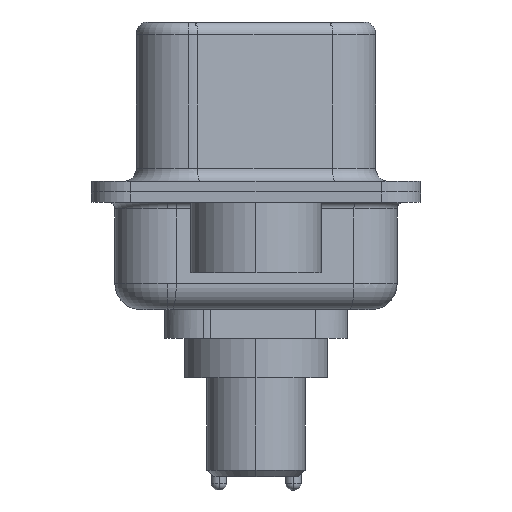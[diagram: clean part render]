
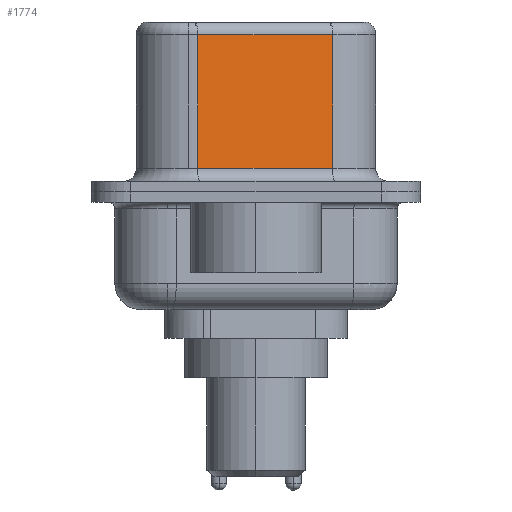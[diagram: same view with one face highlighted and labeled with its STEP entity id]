
A CAD part, left-side view. The second image highlights one B-rep face of the part: STEP entity #1774.
In plain terms, the highlighted planar face has unit normal (-0.985, -0.174, 0).
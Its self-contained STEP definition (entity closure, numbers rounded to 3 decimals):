
#647 = DIRECTION ( 'NONE',  ( 0., 0., -1. ) ) ;
#1774 = ADVANCED_FACE ( 'NONE', ( #9926 ), #18690, .F. ) ;
#1796 = VECTOR ( 'NONE', #21835, 1000. ) ;
#2380 = VECTOR ( 'NONE', #22570, 1000. ) ;
#2875 = CARTESIAN_POINT ( 'NONE',  ( 3.67, 2.233, 0.9 ) ) ;
#3185 = CARTESIAN_POINT ( 'NONE',  ( 4.58, -2.927, 6.02 ) ) ;
#5017 = EDGE_CURVE ( 'NONE', #7682, #10536, #12054, .T. ) ;
#5924 = ORIENTED_EDGE ( 'NONE', *, *, #15321, .T. ) ;
#7682 = VERTEX_POINT ( 'NONE', #12411 ) ;
#9476 = CARTESIAN_POINT ( 'NONE',  ( 4.58, -2.927, 0.9 ) ) ;
#9926 = FACE_OUTER_BOUND ( 'NONE', #17580, .T. ) ;
#10522 = CARTESIAN_POINT ( 'NONE',  ( 4.58, -2.927, 6.52 ) ) ;
#10536 = VERTEX_POINT ( 'NONE', #19736 ) ;
#10647 = VERTEX_POINT ( 'NONE', #20125 ) ;
#11491 = LINE ( 'NONE', #9476, #1796 ) ;
#11581 = CARTESIAN_POINT ( 'NONE',  ( 3.67, 2.233, 6.52 ) ) ;
#12054 = LINE ( 'NONE', #3185, #2380 ) ;
#12091 = VECTOR ( 'NONE', #647, 1000. ) ;
#12411 = CARTESIAN_POINT ( 'NONE',  ( 4.58, -2.927, 6.02 ) ) ;
#14924 = AXIS2_PLACEMENT_3D ( 'NONE', #10522, #15244, #15237 ) ;
#14975 = ORIENTED_EDGE ( 'NONE', *, *, #15868, .T. ) ;
#15236 = DIRECTION ( 'NONE',  ( 0., 0., -1. ) ) ;
#15237 = DIRECTION ( 'NONE',  ( -0.174, 0.985, 0. ) ) ;
#15244 = DIRECTION ( 'NONE',  ( 0.985, 0.174, 0. ) ) ;
#15321 = EDGE_CURVE ( 'NONE', #10536, #21952, #16287, .T. ) ;
#15868 = EDGE_CURVE ( 'NONE', #21952, #10647, #11491, .T. ) ;
#16012 = EDGE_CURVE ( 'NONE', #7682, #10647, #20385, .T. ) ;
#16287 = LINE ( 'NONE', #11581, #12091 ) ;
#16667 = ORIENTED_EDGE ( 'NONE', *, *, #5017, .T. ) ;
#17216 = ORIENTED_EDGE ( 'NONE', *, *, #16012, .F. ) ;
#17580 = EDGE_LOOP ( 'NONE', ( #17216, #16667, #5924, #14975 ) ) ;
#18690 = PLANE ( 'NONE',  #14924 ) ;
#18817 = CARTESIAN_POINT ( 'NONE',  ( 4.58, -2.927, 6.52 ) ) ;
#19736 = CARTESIAN_POINT ( 'NONE',  ( 3.67, 2.233, 6.02 ) ) ;
#20125 = CARTESIAN_POINT ( 'NONE',  ( 4.58, -2.927, 0.9 ) ) ;
#20385 = LINE ( 'NONE', #18817, #22268 ) ;
#21835 = DIRECTION ( 'NONE',  ( 0.174, -0.985, 0. ) ) ;
#21952 = VERTEX_POINT ( 'NONE', #2875 ) ;
#22268 = VECTOR ( 'NONE', #15236, 1000. ) ;
#22570 = DIRECTION ( 'NONE',  ( -0.174, 0.985, 0. ) ) ;
